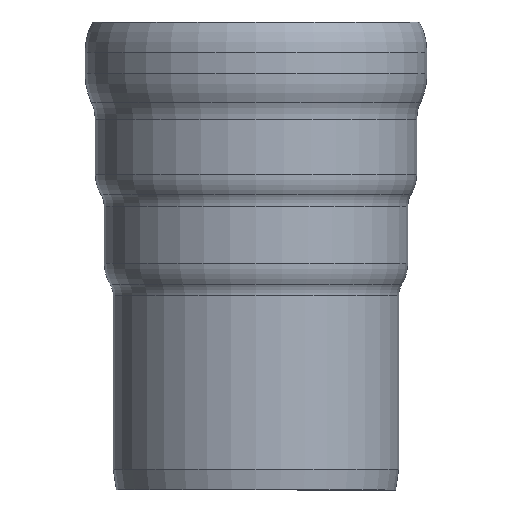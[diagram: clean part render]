
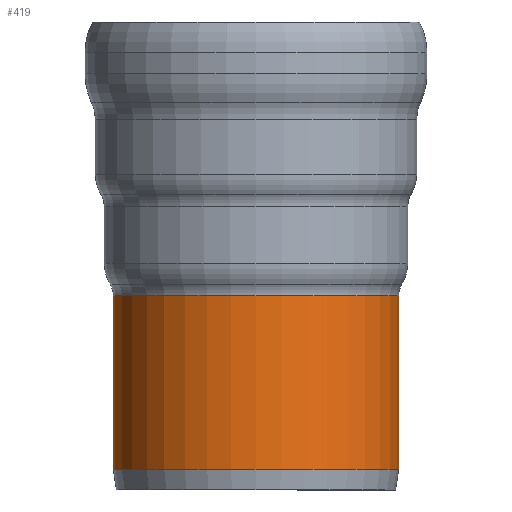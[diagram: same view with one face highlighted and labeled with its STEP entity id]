
A CAD part, front view. The second image highlights one B-rep face of the part: STEP entity #419.
In plain terms, the highlighted cylindrical face has radius 625 mm (diameter 1250 mm), a full revolution.
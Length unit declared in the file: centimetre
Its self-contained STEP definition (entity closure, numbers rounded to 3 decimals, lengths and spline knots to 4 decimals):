
#26=LINE('',#769,#36);
#36=VECTOR('',#624,62.5);
#46=CYLINDRICAL_SURFACE('',#483,62.5);
#65=FACE_OUTER_BOUND('',#92,.T.);
#92=EDGE_LOOP('',(#338,#339,#340,#341,#342));
#138=CIRCLE('',#481,62.5);
#139=CIRCLE('',#482,62.5);
#140=CIRCLE('',#484,62.5);
#182=VERTEX_POINT('',#761);
#183=VERTEX_POINT('',#763);
#184=VERTEX_POINT('',#767);
#236=EDGE_CURVE('',#183,#182,#138,.T.);
#237=EDGE_CURVE('',#182,#183,#139,.T.);
#238=EDGE_CURVE('',#184,#184,#140,.T.);
#239=EDGE_CURVE('',#184,#183,#26,.T.);
#338=ORIENTED_EDGE('',*,*,#238,.F.);
#339=ORIENTED_EDGE('',*,*,#239,.T.);
#340=ORIENTED_EDGE('',*,*,#236,.T.);
#341=ORIENTED_EDGE('',*,*,#237,.T.);
#342=ORIENTED_EDGE('',*,*,#239,.F.);
#419=ADVANCED_FACE('',(#65),#46,.T.);
#481=AXIS2_PLACEMENT_3D('',#764,#616,#617);
#482=AXIS2_PLACEMENT_3D('',#765,#618,#619);
#483=AXIS2_PLACEMENT_3D('',#766,#620,#621);
#484=AXIS2_PLACEMENT_3D('',#768,#622,#623);
#616=DIRECTION('center_axis',(0.,0.,
-1.));
#617=DIRECTION('ref_axis',(1.,0.,0.));
#618=DIRECTION('center_axis',(0.,0.,
-1.));
#619=DIRECTION('ref_axis',(1.,0.,0.));
#620=DIRECTION('center_axis',(0.,0.,
-1.));
#621=DIRECTION('ref_axis',(1.,0.,0.));
#622=DIRECTION('center_axis',(0.,0.,
-1.));
#623=DIRECTION('ref_axis',(1.,0.,0.));
#624=DIRECTION('',(0.,0.,1.));
#761=CARTESIAN_POINT('',(700.5465,465.5064,-120.));
#763=CARTESIAN_POINT('',(638.0465,528.0064,-120.));
#764=CARTESIAN_POINT('Origin',(700.5465,528.0064,-120.));
#765=CARTESIAN_POINT('Origin',(700.5465,528.0064,-120.));
#766=CARTESIAN_POINT('Origin',(700.5465,528.0064,-157.9849));
#767=CARTESIAN_POINT('',(638.0465,528.0064,-195.9699));
#768=CARTESIAN_POINT('Origin',(700.5465,528.0064,-195.9699));
#769=CARTESIAN_POINT('',(638.0465,528.0064,-157.9849));
